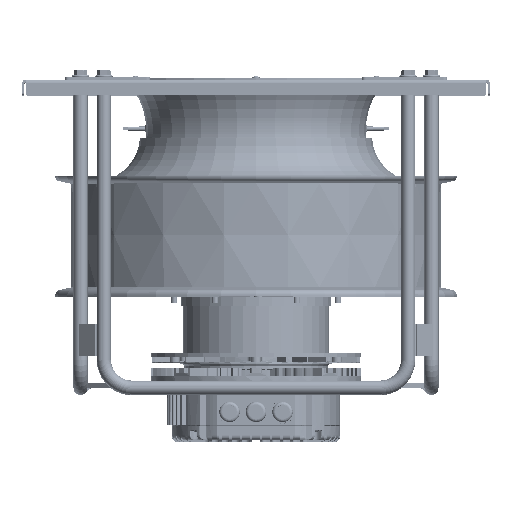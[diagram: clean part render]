
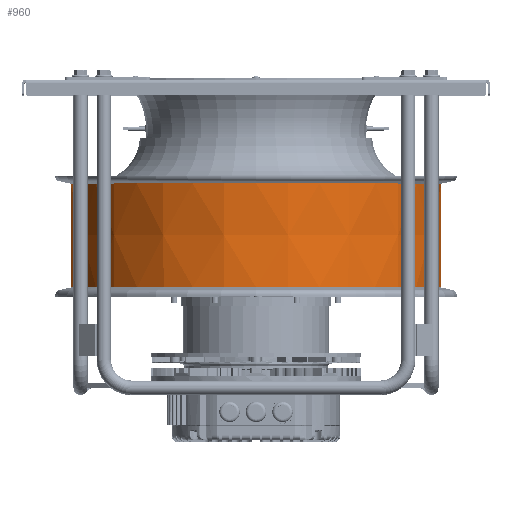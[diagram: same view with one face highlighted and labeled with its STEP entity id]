
A CAD part, top view. The second image highlights one B-rep face of the part: STEP entity #960.
In plain terms, the highlighted conical face has half-angle 0.281 degrees and reference radius 237.388 mm.
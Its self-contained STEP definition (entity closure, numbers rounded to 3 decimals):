
#243=CARTESIAN_POINT('',(0.,0.,0.));
#244=DIRECTION('',(0.,1.,0.));
#245=DIRECTION('',(0.,0.,1.));
#246=AXIS2_PLACEMENT_3D('',#243,#244,#245);
#258=CARTESIAN_POINT('',(0.,133.047,0.));
#259=DIRECTION('',(0.,1.,0.));
#260=DIRECTION('',(-1.,0.,0.));
#261=AXIS2_PLACEMENT_3D('',#258,#259,#260);
#263=CARTESIAN_POINT('',(0.,0.,0.));
#264=DIRECTION('',(0.,1.,0.));
#265=DIRECTION('',(-1.,0.,0.));
#266=AXIS2_PLACEMENT_3D('',#263,#264,#265);
#278=DIRECTION('',(-0.005,-1.,0.));
#279=VECTOR('',#278,133.049);
#280=CARTESIAN_POINT('',(237.714,133.047,
0.));
#281=LINE('',#280,#279);
#287=DIRECTION('',(0.005,-1.,0.));
#288=VECTOR('',#287,133.049);
#289=CARTESIAN_POINT('',(-237.714,133.047,
0.));
#290=LINE('',#289,#288);
#599=CARTESIAN_POINT('',(-237.714,133.047,
0.));
#600=VERTEX_POINT('',#599);
#611=CARTESIAN_POINT('',(237.714,133.047,
0.));
#612=VERTEX_POINT('',#611);
#613=CARTESIAN_POINT('',(-237.062,0.,
0.));
#614=CARTESIAN_POINT('',(0.,0.,
237.062));
#615=VERTEX_POINT('',#613);
#616=VERTEX_POINT('',#614);
#617=CARTESIAN_POINT('',(237.062,0.,0.));
#618=VERTEX_POINT('',#617);
#944=CARTESIAN_POINT('',(0.,66.524,0.));
#945=DIRECTION('',(0.,1.,0.));
#946=DIRECTION('',(1.,0.,0.));
#947=AXIS2_PLACEMENT_3D('',#944,#945,#946);
#948=CONICAL_SURFACE('',#947,237.388,0.281);
#950=ORIENTED_EDGE('',*,*,#949,.F.);
#952=ORIENTED_EDGE('',*,*,#951,.F.);
#954=ORIENTED_EDGE('',*,*,#953,.T.);
#956=ORIENTED_EDGE('',*,*,#955,.T.);
#957=ORIENTED_EDGE('',*,*,#932,.F.);
#958=EDGE_LOOP('',(#950,#952,#954,#956,#957));
#959=FACE_OUTER_BOUND('',#958,.F.);
#960=ADVANCED_FACE('',(#959),#948,.T.);
#247=CIRCLE('',#246,237.062);
#262=CIRCLE('',#261,237.714);
#267=CIRCLE('',#266,237.062);
#932=EDGE_CURVE('',#616,#618,#247,.T.);
#949=EDGE_CURVE('',#615,#616,#267,.T.);
#951=EDGE_CURVE('',#600,#615,#290,.T.);
#953=EDGE_CURVE('',#600,#612,#262,.T.);
#955=EDGE_CURVE('',#612,#618,#281,.T.);
